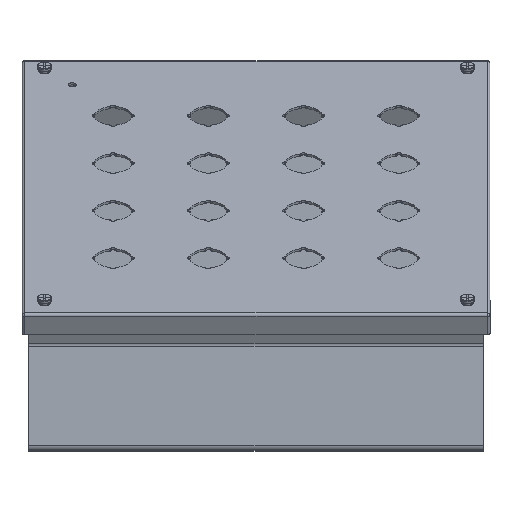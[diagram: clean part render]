
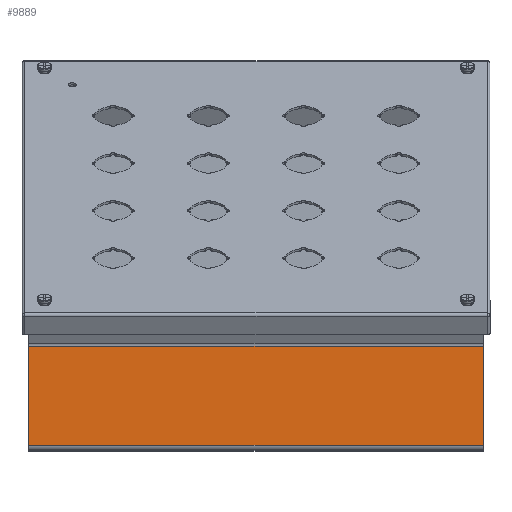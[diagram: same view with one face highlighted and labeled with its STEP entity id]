
A CAD part, top view. The second image highlights one B-rep face of the part: STEP entity #9889.
In plain terms, the highlighted planar face has unit normal (0, 0, 1).
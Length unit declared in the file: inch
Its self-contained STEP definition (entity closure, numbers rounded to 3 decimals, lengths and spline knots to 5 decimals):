
#1892 = EDGE_LOOP ( 'NONE', ( #27837, #21499, #10792, #14687 ) ) ;
#4492 = CARTESIAN_POINT ( 'NONE',  ( -10.75, 0.08235, 0.07 ) ) ;
#6037 = DIRECTION ( 'NONE',  ( -1., 0., 0. ) ) ;
#6397 = DIRECTION ( 'NONE',  ( 0., 1., 0. ) ) ;
#6778 = EDGE_CURVE ( 'NONE', #24663, #19366, #32478, .T. ) ;
#6820 = VECTOR ( 'NONE', #27411, 39.37008 ) ;
#7601 = VECTOR ( 'NONE', #20563, 39.37008 ) ;
#8242 = LINE ( 'NONE', #29523, #9639 ) ;
#9601 = FACE_OUTER_BOUND ( 'NONE', #1892, .T. ) ;
#9639 = VECTOR ( 'NONE', #6037, 39.37008 ) ;
#9889 = ADVANCED_FACE ( 'NONE', ( #9601 ), #32403, .F. ) ;
#10792 = ORIENTED_EDGE ( 'NONE', *, *, #26590, .F. ) ;
#10968 = CARTESIAN_POINT ( 'NONE',  ( -10.75, 2.43039, 0.07 ) ) ;
#11975 = CARTESIAN_POINT ( 'NONE',  ( 0., 2.43039, 0.07 ) ) ;
#13070 = VERTEX_POINT ( 'NONE', #11975 ) ;
#14387 = VECTOR ( 'NONE', #28473, 39.37008 ) ;
#14463 = AXIS2_PLACEMENT_3D ( 'NONE', #30034, #27498, #6397 ) ;
#14687 = ORIENTED_EDGE ( 'NONE', *, *, #22264, .T. ) ;
#17038 = EDGE_CURVE ( 'NONE', #23613, #19366, #18366, .T. ) ;
#18366 = LINE ( 'NONE', #26091, #7601 ) ;
#19366 = VERTEX_POINT ( 'NONE', #4492 ) ;
#19752 = CARTESIAN_POINT ( 'NONE',  ( 0., 0.08235, 0.07 ) ) ;
#20563 = DIRECTION ( 'NONE',  ( 0., -1., 0. ) ) ;
#21499 = ORIENTED_EDGE ( 'NONE', *, *, #6778, .F. ) ;
#22264 = EDGE_CURVE ( 'NONE', #13070, #23613, #8242, .T. ) ;
#23613 = VERTEX_POINT ( 'NONE', #10968 ) ;
#24663 = VERTEX_POINT ( 'NONE', #19752 ) ;
#26091 = CARTESIAN_POINT ( 'NONE',  ( -10.75, 0.08235, 0.07 ) ) ;
#26105 = CARTESIAN_POINT ( 'NONE',  ( 0., 0.08235, 0.07 ) ) ;
#26590 = EDGE_CURVE ( 'NONE', #13070, #24663, #28986, .T. ) ;
#27411 = DIRECTION ( 'NONE',  ( -1., 0., 0. ) ) ;
#27498 = DIRECTION ( 'NONE',  ( 0., 0., -1. ) ) ;
#27837 = ORIENTED_EDGE ( 'NONE', *, *, #17038, .T. ) ;
#28473 = DIRECTION ( 'NONE',  ( 0., -1., 0. ) ) ;
#28986 = LINE ( 'NONE', #26105, #14387 ) ;
#29523 = CARTESIAN_POINT ( 'NONE',  ( 0., 2.43039, 0.07 ) ) ;
#29949 = CARTESIAN_POINT ( 'NONE',  ( 0., 0.08235, 0.07 ) ) ;
#30034 = CARTESIAN_POINT ( 'NONE',  ( 0., 0.08235, 0.07 ) ) ;
#32403 = PLANE ( 'NONE',  #14463 ) ;
#32478 = LINE ( 'NONE', #29949, #6820 ) ;
